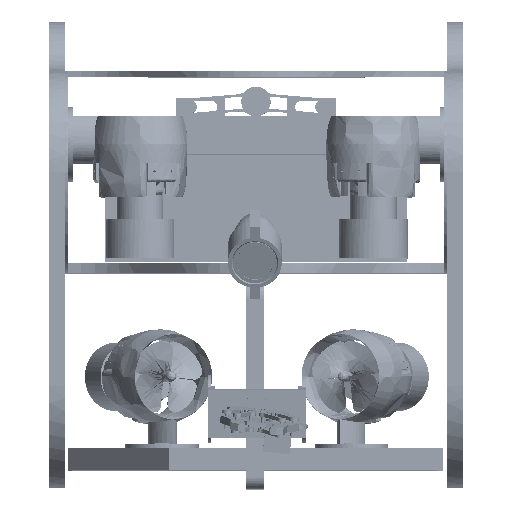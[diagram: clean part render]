
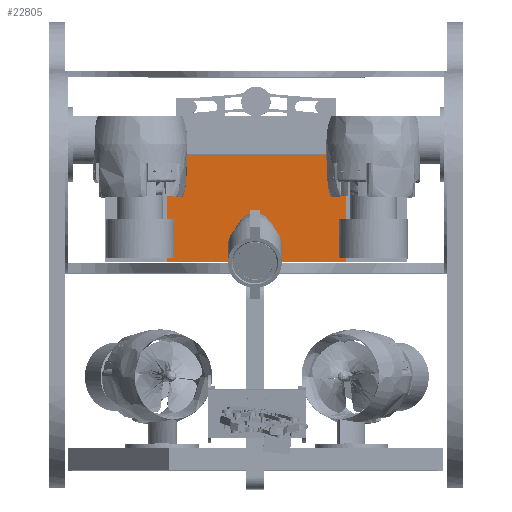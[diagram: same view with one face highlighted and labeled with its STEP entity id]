
A CAD part, top view. The second image highlights one B-rep face of the part: STEP entity #22805.
In plain terms, the highlighted free-form (B-spline) face has degree [1, 1] with [2, 2] control points.
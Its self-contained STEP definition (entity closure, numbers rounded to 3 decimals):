
#22805 = ADVANCED_FACE('',(#22806),#22836,.T.);
#22806 = FACE_BOUND('',#22807,.T.);
#22807 = EDGE_LOOP('',(#22808,#22817,#22824,#22831));
#22808 = ORIENTED_EDGE('',*,*,#22809,.T.);
#22809 = EDGE_CURVE('',#22810,#22812,#22814,.T.);
#22810 = VERTEX_POINT('',#22811);
#22811 = CARTESIAN_POINT('',(223.435,237.8,
    469.312));
#22812 = VERTEX_POINT('',#22813);
#22813 = CARTESIAN_POINT('',(223.435,333.309,
    469.312));
#22814 = B_SPLINE_CURVE_WITH_KNOTS('',1,(#22815,#22816),.UNSPECIFIED.,
  .F.,.F.,(2,2),(0.,87.5),.PIECEWISE_BEZIER_KNOTS.);
#22815 = CARTESIAN_POINT('',(223.435,237.8,
    469.312));
#22816 = CARTESIAN_POINT('',(223.435,333.309,
    469.312));
#22817 = ORIENTED_EDGE('',*,*,#22818,.T.);
#22818 = EDGE_CURVE('',#22812,#22819,#22821,.T.);
#22819 = VERTEX_POINT('',#22820);
#22820 = CARTESIAN_POINT('',(64.072,333.309,
    469.312));
#22821 = B_SPLINE_CURVE_WITH_KNOTS('',1,(#22822,#22823),.UNSPECIFIED.,
  .F.,.F.,(2,2),(0.,146.),.PIECEWISE_BEZIER_KNOTS.);
#22822 = CARTESIAN_POINT('',(223.435,333.309,
    469.312));
#22823 = CARTESIAN_POINT('',(64.072,333.309,
    469.312));
#22824 = ORIENTED_EDGE('',*,*,#22825,.T.);
#22825 = EDGE_CURVE('',#22819,#22826,#22828,.T.);
#22826 = VERTEX_POINT('',#22827);
#22827 = CARTESIAN_POINT('',(64.072,237.8,
    469.312));
#22828 = B_SPLINE_CURVE_WITH_KNOTS('',1,(#22829,#22830),.UNSPECIFIED.,
  .F.,.F.,(2,2),(0.,87.5),.PIECEWISE_BEZIER_KNOTS.);
#22829 = CARTESIAN_POINT('',(64.072,333.309,
    469.312));
#22830 = CARTESIAN_POINT('',(64.072,237.8,
    469.312));
#22831 = ORIENTED_EDGE('',*,*,#22832,.T.);
#22832 = EDGE_CURVE('',#22826,#22810,#22833,.T.);
#22833 = B_SPLINE_CURVE_WITH_KNOTS('',1,(#22834,#22835),.UNSPECIFIED.,
  .F.,.F.,(2,2),(0.,146.),.PIECEWISE_BEZIER_KNOTS.);
#22834 = CARTESIAN_POINT('',(64.072,237.8,
    469.312));
#22835 = CARTESIAN_POINT('',(223.435,237.8,
    469.312));
#22836 = B_SPLINE_SURFACE_WITH_KNOTS('',1,1,(
    (#22837,#22838)
    ,(#22839,#22840
    )),.UNSPECIFIED.,.F.,.F.,.F.,(2,2),(2,2),(0.,1.),(0.,1.),
  .PIECEWISE_BEZIER_KNOTS.);
#22837 = CARTESIAN_POINT('',(64.072,237.8,
    469.312));
#22838 = CARTESIAN_POINT('',(64.072,333.309,
    469.312));
#22839 = CARTESIAN_POINT('',(223.435,237.8,
    469.312));
#22840 = CARTESIAN_POINT('',(223.435,333.309,
    469.312));
